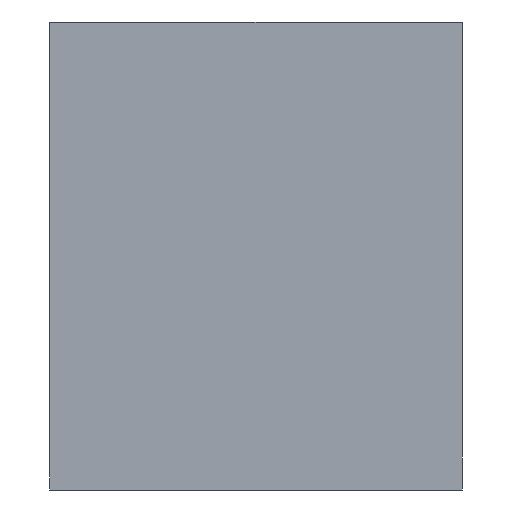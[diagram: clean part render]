
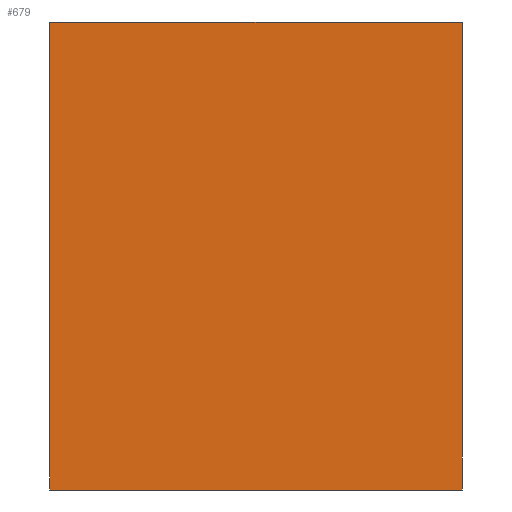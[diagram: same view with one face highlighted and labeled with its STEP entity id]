
A CAD part, front view. The second image highlights one B-rep face of the part: STEP entity #679.
In plain terms, the highlighted planar face has unit normal (0, -1, 0).
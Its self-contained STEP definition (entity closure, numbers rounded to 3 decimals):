
#32 = PLANE('',#33);
#33 = AXIS2_PLACEMENT_3D('',#34,#35,#36);
#34 = CARTESIAN_POINT('',(0.,0.,0.));
#35 = DIRECTION('',(1.,0.,-0.));
#36 = DIRECTION('',(0.,0.,1.));
#136 = VERTEX_POINT('',#137);
#137 = CARTESIAN_POINT('',(0.,0.,99.982));
#151 = PLANE('',#152);
#152 = AXIS2_PLACEMENT_3D('',#153,#154,#155);
#153 = CARTESIAN_POINT('',(0.,0.,99.982));
#154 = DIRECTION('',(0.,0.,1.));
#155 = DIRECTION('',(1.,0.,-0.));
#163 = EDGE_CURVE('',#164,#136,#166,.T.);
#164 = VERTEX_POINT('',#165);
#165 = CARTESIAN_POINT('',(0.,0.,0.));
#166 = SURFACE_CURVE('',#167,(#171,#178),.PCURVE_S1.);
#167 = LINE('',#168,#169);
#168 = CARTESIAN_POINT('',(0.,0.,0.));
#169 = VECTOR('',#170,1.);
#170 = DIRECTION('',(0.,0.,1.));
#171 = PCURVE('',#32,#172);
#172 = DEFINITIONAL_REPRESENTATION('',(#173),#177);
#173 = LINE('',#174,#175);
#174 = CARTESIAN_POINT('',(0.,0.));
#175 = VECTOR('',#176,1.);
#176 = DIRECTION('',(1.,0.));
#177 = ( GEOMETRIC_REPRESENTATION_CONTEXT(2) 
PARAMETRIC_REPRESENTATION_CONTEXT() REPRESENTATION_CONTEXT('2D SPACE',''
  ) );
#178 = PCURVE('',#179,#184);
#179 = PLANE('',#180);
#180 = AXIS2_PLACEMENT_3D('',#181,#182,#183);
#181 = CARTESIAN_POINT('',(0.,0.,0.));
#182 = DIRECTION('',(-0.,1.,0.));
#183 = DIRECTION('',(0.,0.,1.));
#184 = DEFINITIONAL_REPRESENTATION('',(#185),#189);
#185 = LINE('',#186,#187);
#186 = CARTESIAN_POINT('',(0.,0.));
#187 = VECTOR('',#188,1.);
#188 = DIRECTION('',(1.,0.));
#189 = ( GEOMETRIC_REPRESENTATION_CONTEXT(2) 
PARAMETRIC_REPRESENTATION_CONTEXT() REPRESENTATION_CONTEXT('2D SPACE',''
  ) );
#205 = PLANE('',#206);
#206 = AXIS2_PLACEMENT_3D('',#207,#208,#209);
#207 = CARTESIAN_POINT('',(0.,0.,0.));
#208 = DIRECTION('',(0.,0.,1.));
#209 = DIRECTION('',(1.,0.,-0.));
#317 = PLANE('',#318);
#318 = AXIS2_PLACEMENT_3D('',#319,#320,#321);
#319 = CARTESIAN_POINT('',(88.189,0.,0.));
#320 = DIRECTION('',(1.,0.,-0.));
#321 = DIRECTION('',(0.,0.,1.));
#482 = EDGE_CURVE('',#164,#483,#485,.T.);
#483 = VERTEX_POINT('',#484);
#484 = CARTESIAN_POINT('',(88.189,0.,0.));
#485 = SURFACE_CURVE('',#486,(#490,#497),.PCURVE_S1.);
#486 = LINE('',#487,#488);
#487 = CARTESIAN_POINT('',(0.,0.,0.));
#488 = VECTOR('',#489,1.);
#489 = DIRECTION('',(1.,0.,-0.));
#490 = PCURVE('',#205,#491);
#491 = DEFINITIONAL_REPRESENTATION('',(#492),#496);
#492 = LINE('',#493,#494);
#493 = CARTESIAN_POINT('',(0.,0.));
#494 = VECTOR('',#495,1.);
#495 = DIRECTION('',(1.,0.));
#496 = ( GEOMETRIC_REPRESENTATION_CONTEXT(2) 
PARAMETRIC_REPRESENTATION_CONTEXT() REPRESENTATION_CONTEXT('2D SPACE',''
  ) );
#497 = PCURVE('',#179,#498);
#498 = DEFINITIONAL_REPRESENTATION('',(#499),#503);
#499 = LINE('',#500,#501);
#500 = CARTESIAN_POINT('',(0.,0.));
#501 = VECTOR('',#502,1.);
#502 = DIRECTION('',(0.,1.));
#503 = ( GEOMETRIC_REPRESENTATION_CONTEXT(2) 
PARAMETRIC_REPRESENTATION_CONTEXT() REPRESENTATION_CONTEXT('2D SPACE',''
  ) );
#679 = ADVANCED_FACE('',(#680),#179,.F.);
#680 = FACE_BOUND('',#681,.F.);
#681 = EDGE_LOOP('',(#682,#683,#684,#707));
#682 = ORIENTED_EDGE('',*,*,#482,.F.);
#683 = ORIENTED_EDGE('',*,*,#163,.T.);
#684 = ORIENTED_EDGE('',*,*,#685,.T.);
#685 = EDGE_CURVE('',#136,#686,#688,.T.);
#686 = VERTEX_POINT('',#687);
#687 = CARTESIAN_POINT('',(88.189,0.,99.982));
#688 = SURFACE_CURVE('',#689,(#693,#700),.PCURVE_S1.);
#689 = LINE('',#690,#691);
#690 = CARTESIAN_POINT('',(0.,0.,99.982));
#691 = VECTOR('',#692,1.);
#692 = DIRECTION('',(1.,0.,-0.));
#693 = PCURVE('',#179,#694);
#694 = DEFINITIONAL_REPRESENTATION('',(#695),#699);
#695 = LINE('',#696,#697);
#696 = CARTESIAN_POINT('',(99.982,0.));
#697 = VECTOR('',#698,1.);
#698 = DIRECTION('',(0.,1.));
#699 = ( GEOMETRIC_REPRESENTATION_CONTEXT(2) 
PARAMETRIC_REPRESENTATION_CONTEXT() REPRESENTATION_CONTEXT('2D SPACE',''
  ) );
#700 = PCURVE('',#151,#701);
#701 = DEFINITIONAL_REPRESENTATION('',(#702),#706);
#702 = LINE('',#703,#704);
#703 = CARTESIAN_POINT('',(0.,0.));
#704 = VECTOR('',#705,1.);
#705 = DIRECTION('',(1.,0.));
#706 = ( GEOMETRIC_REPRESENTATION_CONTEXT(2) 
PARAMETRIC_REPRESENTATION_CONTEXT() REPRESENTATION_CONTEXT('2D SPACE',''
  ) );
#707 = ORIENTED_EDGE('',*,*,#708,.F.);
#708 = EDGE_CURVE('',#483,#686,#709,.T.);
#709 = SURFACE_CURVE('',#710,(#714,#721),.PCURVE_S1.);
#710 = LINE('',#711,#712);
#711 = CARTESIAN_POINT('',(88.189,0.,0.));
#712 = VECTOR('',#713,1.);
#713 = DIRECTION('',(0.,0.,1.));
#714 = PCURVE('',#179,#715);
#715 = DEFINITIONAL_REPRESENTATION('',(#716),#720);
#716 = LINE('',#717,#718);
#717 = CARTESIAN_POINT('',(0.,88.189));
#718 = VECTOR('',#719,1.);
#719 = DIRECTION('',(1.,0.));
#720 = ( GEOMETRIC_REPRESENTATION_CONTEXT(2) 
PARAMETRIC_REPRESENTATION_CONTEXT() REPRESENTATION_CONTEXT('2D SPACE',''
  ) );
#721 = PCURVE('',#317,#722);
#722 = DEFINITIONAL_REPRESENTATION('',(#723),#727);
#723 = LINE('',#724,#725);
#724 = CARTESIAN_POINT('',(0.,0.));
#725 = VECTOR('',#726,1.);
#726 = DIRECTION('',(1.,0.));
#727 = ( GEOMETRIC_REPRESENTATION_CONTEXT(2) 
PARAMETRIC_REPRESENTATION_CONTEXT() REPRESENTATION_CONTEXT('2D SPACE',''
  ) );
